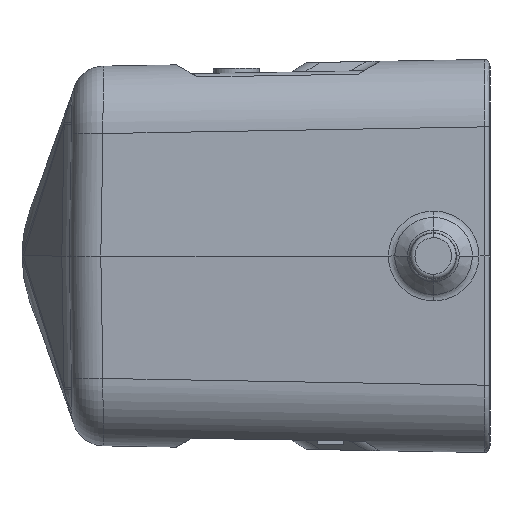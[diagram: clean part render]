
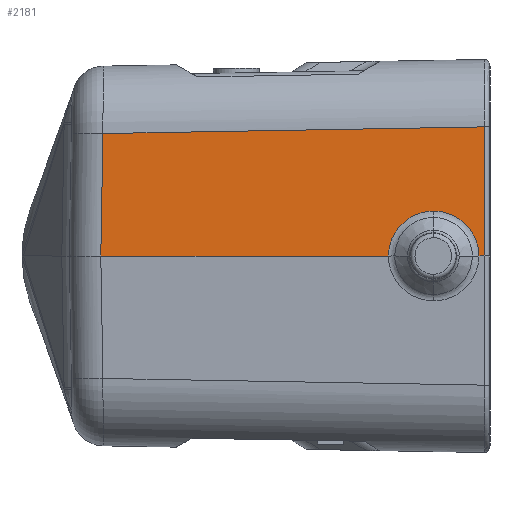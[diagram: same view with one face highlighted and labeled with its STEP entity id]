
A CAD part, left-side view. The second image highlights one B-rep face of the part: STEP entity #2181.
In plain terms, the highlighted planar face has unit normal (-1, 0.018, 0.017).
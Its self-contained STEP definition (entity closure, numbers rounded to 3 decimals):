
#320=PLANE('',#7944);
#802=LINE('',#14067,#1325);
#803=LINE('',#14068,#1326);
#804=LINE('',#14070,#1327);
#1325=VECTOR('',#9380,1.);
#1326=VECTOR('',#9381,1.);
#1327=VECTOR('',#9382,1.);
#1747=FACE_OUTER_BOUND('',#2813,.T.);
#2181=ADVANCED_FACE('',(#1747),#320,.T.);
#2813=EDGE_LOOP('',(#4664,#4665,#4666,#4667,#4668,#4669,#4670));
#4664=ORIENTED_EDGE('',*,*,#6831,.F.);
#4665=ORIENTED_EDGE('',*,*,#6832,.F.);
#4666=ORIENTED_EDGE('',*,*,#6833,.F.);
#4667=ORIENTED_EDGE('',*,*,#6803,.T.);
#4668=ORIENTED_EDGE('',*,*,#6830,.T.);
#4669=ORIENTED_EDGE('',*,*,#6834,.F.);
#4670=ORIENTED_EDGE('',*,*,#6835,.T.);
#5803=VERTEX_POINT('',#13776);
#5813=VERTEX_POINT('',#13819);
#5816=VERTEX_POINT('',#13832);
#5826=VERTEX_POINT('',#13950);
#5830=VERTEX_POINT('',#14061);
#5831=VERTEX_POINT('',#14066);
#5832=VERTEX_POINT('',#14069);
#6803=EDGE_CURVE('',#5813,#5816,#7327,.T.);
#6830=EDGE_CURVE('',#5816,#5826,#7352,.T.);
#6831=EDGE_CURVE('',#5803,#5830,#7353,.T.);
#6832=EDGE_CURVE('',#5831,#5803,#7354,.T.);
#6833=EDGE_CURVE('',#5813,#5831,#802,.T.);
#6834=EDGE_CURVE('',#5832,#5826,#803,.T.);
#6835=EDGE_CURVE('',#5832,#5830,#804,.T.);
#7327=B_SPLINE_CURVE_WITH_KNOTS('',3,(#13833,#13834,#13835,#13836,#13837,
#13838,#13839,#13840,#13841,#13842,#13843,#13844,#13845),.UNSPECIFIED.,
 .F.,.F.,(4,1,1,1,1,1,1,3,4),(0.,0.141,0.283,0.424,
0.566,0.707,0.849,0.99,
1.),.UNSPECIFIED.);
#7352=B_SPLINE_CURVE_WITH_KNOTS('',3,(#14046,#14047,#14048,#14049,#14050,
#14051,#14052,#14053,#14054,#14055),.UNSPECIFIED.,.F.,.F.,(4,1,1,1,1,1,
1,4),(0.,0.143,0.286,0.429,0.571,
0.714,0.857,1.),.UNSPECIFIED.);
#7353=B_SPLINE_CURVE_WITH_KNOTS('',3,(#14057,#14058,#14059,#14060),
 .UNSPECIFIED.,.F.,.F.,(4,4),(0.,1.),.UNSPECIFIED.);
#7354=B_SPLINE_CURVE_WITH_KNOTS('',3,(#14062,#14063,#14064,#14065),
 .UNSPECIFIED.,.F.,.F.,(4,4),(0.,1.),.UNSPECIFIED.);
#7944=AXIS2_PLACEMENT_3D('',#14071,#9383,#9384);
#9380=DIRECTION('',(0.017,1.,0.));
#9381=DIRECTION('',(0.017,1.,0.));
#9382=DIRECTION('',(0.017,0.,1.));
#9383=DIRECTION('',(-1.,0.017,0.017));
#9384=DIRECTION('',(0.017,1.,0.));
#13776=CARTESIAN_POINT('',(-29.027,112.328,13.393));
#13819=CARTESIAN_POINT('',(-29.806,81.112,0.));
#13832=CARTESIAN_POINT('',(-29.807,76.165,4.912));
#13833=CARTESIAN_POINT('',(-29.806,81.112,0.));
#13834=CARTESIAN_POINT('',(-29.8,81.109,0.374));
#13835=CARTESIAN_POINT('',(-29.788,81.02,1.103));
#13836=CARTESIAN_POINT('',(-29.776,80.643,2.16));
#13837=CARTESIAN_POINT('',(-29.771,80.041,3.102));
#13838=CARTESIAN_POINT('',(-29.771,79.244,3.887));
#13839=CARTESIAN_POINT('',(-29.777,78.298,4.473));
#13840=CARTESIAN_POINT('',(-29.789,77.249,4.832));
#13841=CARTESIAN_POINT('',(-29.8,76.532,4.912));
#13842=CARTESIAN_POINT('',(-29.807,76.165,4.912));
#13843=CARTESIAN_POINT('',(-29.807,76.14,4.912));
#13844=CARTESIAN_POINT('',(-29.808,76.114,4.912));
#13845=CARTESIAN_POINT('',(-29.808,76.088,4.912));
#13950=CARTESIAN_POINT('',(-29.979,71.209,0.));
#14046=CARTESIAN_POINT('',(-29.807,76.165,4.912));
#14047=CARTESIAN_POINT('',(-29.813,75.797,4.913));
#14048=CARTESIAN_POINT('',(-29.827,75.077,4.833));
#14049=CARTESIAN_POINT('',(-29.852,74.025,4.474));
#14050=CARTESIAN_POINT('',(-29.878,73.077,3.888));
#14051=CARTESIAN_POINT('',(-29.906,72.28,3.103));
#14052=CARTESIAN_POINT('',(-29.933,71.678,2.16));
#14053=CARTESIAN_POINT('',(-29.958,71.301,1.103));
#14054=CARTESIAN_POINT('',(-29.972,71.212,0.375));
#14055=CARTESIAN_POINT('',(-29.979,71.209,0.));
#14057=CARTESIAN_POINT('',(-29.027,112.328,13.393));
#14058=CARTESIAN_POINT('',(-29.266,98.421,13.636));
#14059=CARTESIAN_POINT('',(-29.504,84.515,13.879));
#14060=CARTESIAN_POINT('',(-29.743,70.608,14.121));
#14061=CARTESIAN_POINT('',(-29.743,70.608,14.121));
#14062=CARTESIAN_POINT('',(-29.257,112.562,0.));
#14063=CARTESIAN_POINT('',(-29.18,112.484,4.464));
#14064=CARTESIAN_POINT('',(-29.104,112.406,8.929));
#14065=CARTESIAN_POINT('',(-29.027,112.328,13.393));
#14066=CARTESIAN_POINT('',(-29.257,112.562,0.));
#14067=CARTESIAN_POINT('',(-29.806,81.112,0.));
#14068=CARTESIAN_POINT('',(-29.989,70.61,0.));
#14069=CARTESIAN_POINT('',(-29.989,70.61,0.));
#14070=CARTESIAN_POINT('',(-29.989,70.61,0.));
#14071=CARTESIAN_POINT('',(-29.607,70.,22.544));
